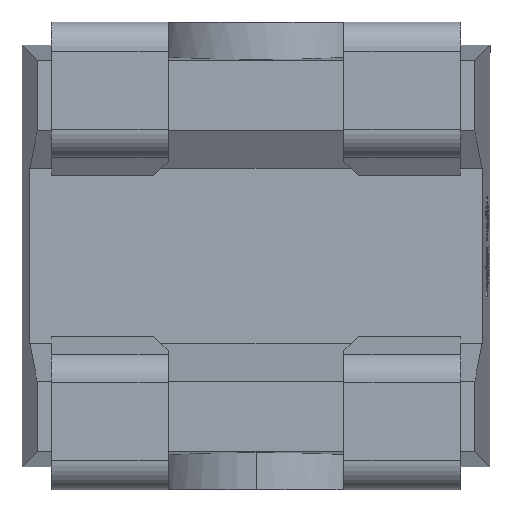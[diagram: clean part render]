
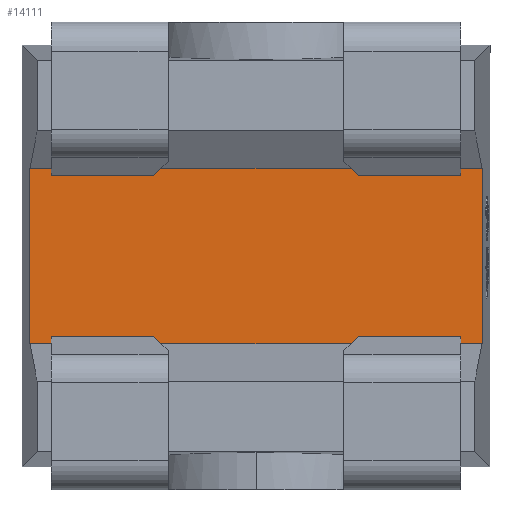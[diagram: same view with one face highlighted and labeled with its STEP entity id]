
A CAD part, left-side view. The second image highlights one B-rep face of the part: STEP entity #14111.
In plain terms, the highlighted planar face has unit normal (-1, 0, 0).
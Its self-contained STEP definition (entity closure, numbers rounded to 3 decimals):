
#230 = LINE ( 'NONE', #7650, #15824 ) ;
#1543 = CARTESIAN_POINT ( 'NONE',  ( -1.3, -1.932, 0.75 ) ) ;
#2085 = LINE ( 'NONE', #8113, #12982 ) ;
#2387 = PLANE ( 'NONE',  #10718 ) ;
#2812 = DIRECTION ( 'NONE',  ( 0., -1., 0. ) ) ;
#3312 = VERTEX_POINT ( 'NONE', #1543 ) ;
#4053 = DIRECTION ( 'NONE',  ( 1., 0., 0. ) ) ;
#4065 = EDGE_CURVE ( 'NONE', #9958, #3312, #230, .T. ) ;
#4108 = EDGE_CURVE ( 'NONE', #7819, #9958, #2085, .T. ) ;
#5419 = LINE ( 'NONE', #13747, #13479 ) ;
#5457 = LINE ( 'NONE', #10372, #6296 ) ;
#5610 = DIRECTION ( 'NONE',  ( 0., 0., 1. ) ) ;
#6077 = CARTESIAN_POINT ( 'NONE',  ( -1.3, 1.932, 0.75 ) ) ;
#6296 = VECTOR ( 'NONE', #11775, 1000. ) ;
#6657 = ORIENTED_EDGE ( 'NONE', *, *, #4065, .F. ) ;
#7032 = CARTESIAN_POINT ( 'NONE',  ( -1.3, 1.932, -0.75 ) ) ;
#7650 = CARTESIAN_POINT ( 'NONE',  ( -1.3, 2., 0.75 ) ) ;
#7819 = VERTEX_POINT ( 'NONE', #7032 ) ;
#7820 = ORIENTED_EDGE ( 'NONE', *, *, #9069, .T. ) ;
#8113 = CARTESIAN_POINT ( 'NONE',  ( -1.3, 1.932, 1.8 ) ) ;
#9069 = EDGE_CURVE ( 'NONE', #7819, #13536, #5419, .T. ) ;
#9958 = VERTEX_POINT ( 'NONE', #6077 ) ;
#10331 = DIRECTION ( 'NONE',  ( 0., -1., 0. ) ) ;
#10372 = CARTESIAN_POINT ( 'NONE',  ( -1.3, -1.932, -1.8 ) ) ;
#10718 = AXIS2_PLACEMENT_3D ( 'NONE', #15116, #4053, #13996 ) ;
#10976 = EDGE_LOOP ( 'NONE', ( #7820, #12911, #6657, #15035 ) ) ;
#11077 = FACE_OUTER_BOUND ( 'NONE', #10976, .T. ) ;
#11775 = DIRECTION ( 'NONE',  ( 0., 0., -1. ) ) ;
#12568 = EDGE_CURVE ( 'NONE', #3312, #13536, #5457, .T. ) ;
#12911 = ORIENTED_EDGE ( 'NONE', *, *, #12568, .F. ) ;
#12982 = VECTOR ( 'NONE', #5610, 1000. ) ;
#13479 = VECTOR ( 'NONE', #10331, 1000. ) ;
#13536 = VERTEX_POINT ( 'NONE', #15582 ) ;
#13747 = CARTESIAN_POINT ( 'NONE',  ( -1.3, 2., -0.75 ) ) ;
#13996 = DIRECTION ( 'NONE',  ( 0., 1., 0. ) ) ;
#14111 = ADVANCED_FACE ( 'NONE', ( #11077 ), #2387, .F. ) ;
#15035 = ORIENTED_EDGE ( 'NONE', *, *, #4108, .F. ) ;
#15116 = CARTESIAN_POINT ( 'NONE',  ( -1.3, 2., 0.75 ) ) ;
#15582 = CARTESIAN_POINT ( 'NONE',  ( -1.3, -1.932, -0.75 ) ) ;
#15824 = VECTOR ( 'NONE', #2812, 1000. ) ;
